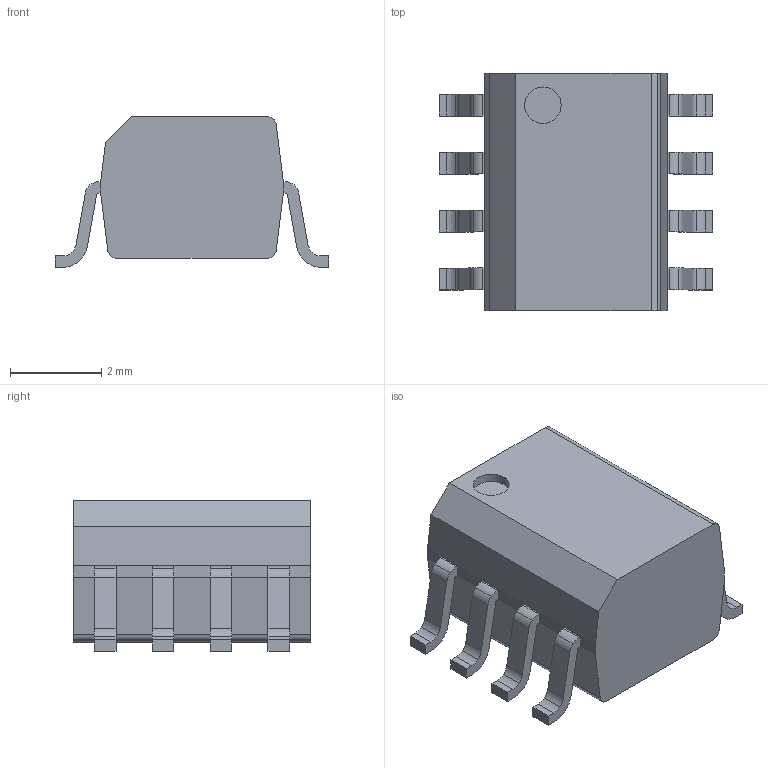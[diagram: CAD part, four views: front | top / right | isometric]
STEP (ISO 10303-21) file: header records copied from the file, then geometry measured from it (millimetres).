
FILE_DESCRIPTION((''),'2;1');
FILE_NAME('SOIC127P600X330-8N.stp','2009-02-05T10:47:44',(''),(''),'Mechanical Desktop 2006','Mechanical Desktop 2006',', , ');
FILE_SCHEMA(('AUTOMOTIVE_DESIGN { 1 2 10303 214 0 1 1 1 }'));
Length unit declared in the file: millimetre
Products named in the file (1): SOIC127P600X330-8N
Bounding box: 6 x 5.2 x 3.3 mm (x, y, z)
Volume: 63 mm3; surface area: 119.5 mm2
Topology: 9 solids, 9 shells, 164 faces, 435 edges, 290 vertices
Faces by surface type: bspline 72, plane 52, cylinder 40
Entity records: 5583 total; most frequent: CARTESIAN_POINT 1554, ORIENTED_EDGE 870, DIRECTION 765, EDGE_CURVE 435, VECTOR 291, LINE 291, VERTEX_POINT 290, AXIS2_PLACEMENT_3D 237
